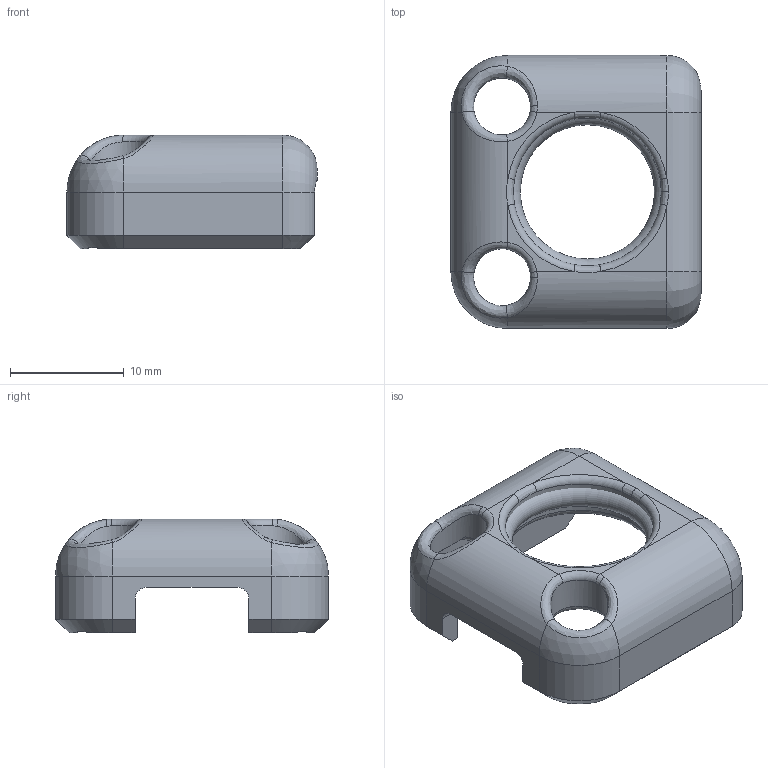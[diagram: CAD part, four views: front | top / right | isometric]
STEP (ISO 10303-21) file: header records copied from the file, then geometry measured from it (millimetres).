
FILE_DESCRIPTION(('FreeCAD Model'),'2;1');
FILE_NAME('servo-back-hole.step', '2022-11-01T23:30:32',('Author'),(''), 'Open CASCADE STEP processor 7.3','FreeCAD','Unknown');
FILE_SCHEMA(('AUTOMOTIVE_DESIGN { 1 0 10303 214 1 1 1 1 }'));
Length unit declared in the file: millimetre
Products named in the file (2): Fillet003; Torus
Bounding box: 22 x 24 x 10 mm (x, y, z)
Volume: 1718.6 mm3; surface area: 1981.8 mm2
Topology: 2 solids, 2 shells, 78 faces, 205 edges, 123 vertices
Faces by surface type: plane 32, cylinder 13, bspline 13, torus 12, cone 4, revolution 2, sphere 2
Full cylindrical faces by diameter (mm): 5 x2, 13 x1
Entity records: 8394 total; most frequent: CARTESIAN_POINT 4186, DIRECTION 589, ORIENTED_EDGE 404, PCURVE 404, DEFINITIONAL_REPRESENTATION 404, LINE 271, VECTOR 271, EDGE_CURVE 202
